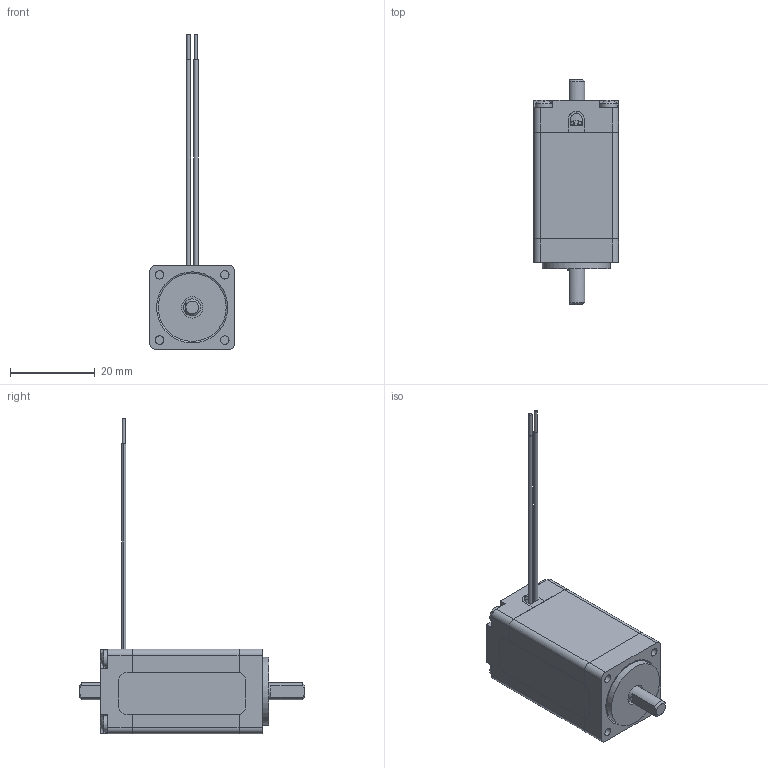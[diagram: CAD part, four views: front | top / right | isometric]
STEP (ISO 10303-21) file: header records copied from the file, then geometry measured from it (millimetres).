
FILE_DESCRIPTION(/* description */ (''),/* implementation_level */ '2;1');
FILE_NAME(/* name */ '08H2038-050-4BL.stp',/* time_stamp */ '2020-08-26T16:22:38+08:00',/* author */ ('dzp-qch5853'),/* organization */ (''),/* preprocessor_version */ 'ST-DEVELOPER v16.1',/* originating_system */ 'Autodesk Inventor 2016',/* authorisation */ '');
FILE_SCHEMA (('AUTOMOTIVE_DESIGN { 1 0 10303 214 3 1 1 }'));
Products named in the file (18): 01-165-1; 01-167; 09-005-1-11; 09-005-2-11; 12-057-11; 12-056-3-1; 02-156-4-1; 12-055-3-1; 02-164; 04-003-2; 07-008轴承; 07-045-2; 10-001垫片; 10-061-2; 03-226-6; 20双厚标签; 20双厚螺钉; 20级进模外驱双厚丝杆电机
Assembly tree (25 placements, depth 3):
  20级进模外驱双厚丝杆电机
    01-165-1
    01-167
    02-164
      09-005-1-11
      09-005-2-11
      12-057-11
      12-056-3-1
      02-156-4-1
      12-055-3-1
    04-003-2
    07-008轴承  x2
    07-045-2  x2
    10-001垫片
    10-061-2
    03-226-6  x4
    20双厚标签
    20双厚螺钉  x4
Bounding box: 20.1 x 53.2 x 74.5 mm (x, y, z)
Volume: 11663.1 mm3; surface area: 23771.6 mm2
Topology: 33 solids, 33 shells, 2857 faces, 8246 edges, 5489 vertices
Faces by surface type: cylinder 1416, plane 1352, bspline 76, cone 9, sphere 4
Full cylindrical faces by diameter (mm): 0.8 x10, 1 x29, 2 x4, 2.2 x12, 3 x1, 4 x9, 5 x1, 5.5 x1, 6 x5, 6.5 x1, 6.6 x2, 7 x2, 8 x2, 8.2 x1, 9 x5, 11 x1, 11.2 x2, 12.24 x2, 12.6 x2, 16 x1, 16.053 x1
Entity records: 62310 total; most frequent: CARTESIAN_POINT 12010, ORIENTED_EDGE 10528, DIRECTION 10363, EDGE_CURVE 5264, VERTEX_POINT 3548, LINE 3465, VECTOR 3465, AXIS2_PLACEMENT_3D 3449
